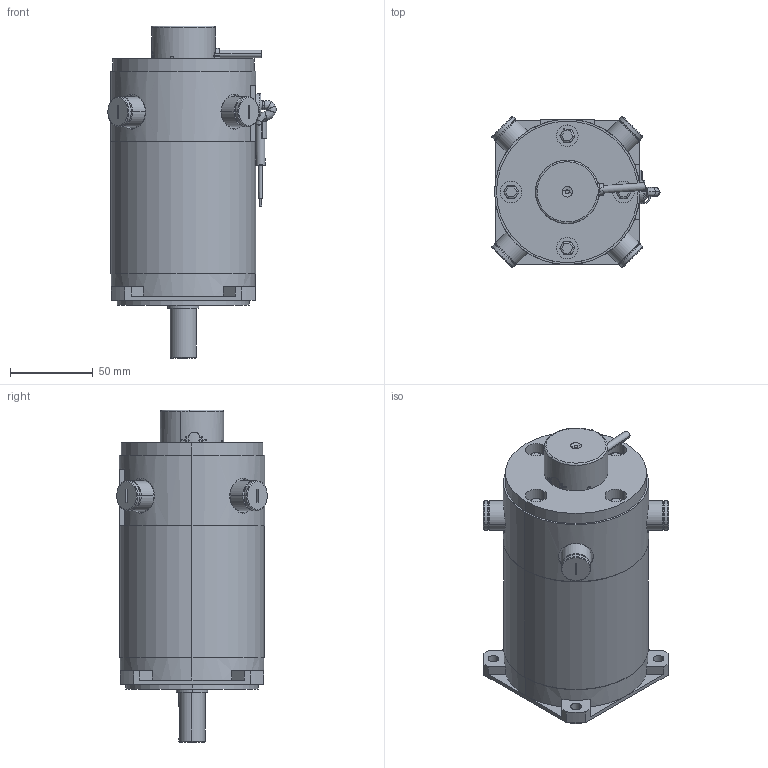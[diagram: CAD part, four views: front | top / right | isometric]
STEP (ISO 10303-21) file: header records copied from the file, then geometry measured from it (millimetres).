
FILE_DESCRIPTION (( 'STEP AP214' ), '1' );
FILE_NAME ('8DA50-7SE3E.STEP', '2024-05-03T11:37:03', ( '' ), ( '' ), 'SwSTEP 2.0', 'SolidWorks 2023', '' );
FILE_SCHEMA (( 'AUTOMOTIVE_DESIGN' ));
Length unit declared in the file: millimetre
Products named in the file (1): 8DA50-7SE3E
Bounding box: 101.77 x 91.22 x 200.9 mm (x, y, z)
Volume: 935016.3 mm3; surface area: 74495.9 mm2
Topology: 4 solids, 7 shells, 475 faces, 1206 edges, 770 vertices
Faces by surface type: plane 230, cylinder 186, bspline 23, torus 18, cone 18
Entity records: 18392 total; most frequent: CARTESIAN_POINT 7037, ORIENTED_EDGE 2404, DIRECTION 2298, EDGE_CURVE 1202, AXIS2_PLACEMENT_3D 832, VERTEX_POINT 770, VECTOR 634, LINE 634
